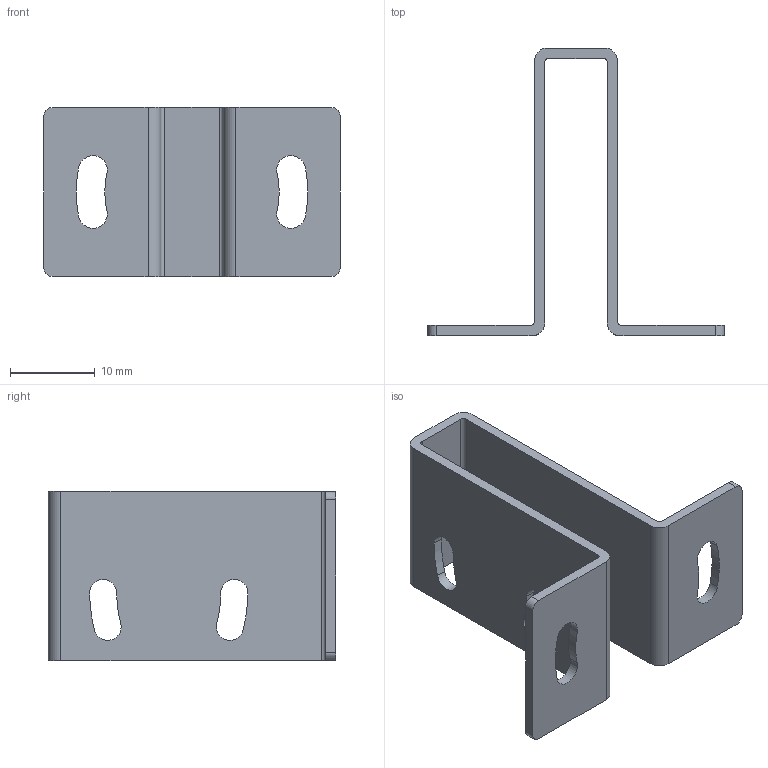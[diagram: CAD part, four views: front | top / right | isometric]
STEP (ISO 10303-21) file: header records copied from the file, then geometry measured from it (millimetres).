
FILE_DESCRIPTION((''),'2;1');
FILE_NAME('DM_CAD-2277','2016-04-14T',('creinig-se'),(''),'PRO/ENGINEER BY PARAMETRIC TECHNOLOGY CORPORATION, 2015440','PRO/ENGINEER BY PARAMETRIC TECHNOLOGY CORPORATION, 2015440','');
FILE_SCHEMA(('CONFIG_CONTROL_DESIGN'));
Length unit declared in the file: millimetre
Products named in the file (1): DM_CAD-2277
Bounding box: 35 x 34 x 20 mm (x, y, z)
Volume: 2213.6 mm3; surface area: 4099.8 mm2
Topology: 1 solids, 1 shells, 50 faces, 176 edges, 128 vertices
Faces by surface type: cylinder 36, plane 14
Entity records: 2641 total; most frequent: DIRECTION 380, CARTESIAN_POINT 354, ORIENTED_EDGE 352, PRESENTATION_STYLE_ASSIGNMENT 177, STYLED_ITEM 177, CURVE_STYLE 176, EDGE_CURVE 176, AXIS2_PLACEMENT_3D 154
